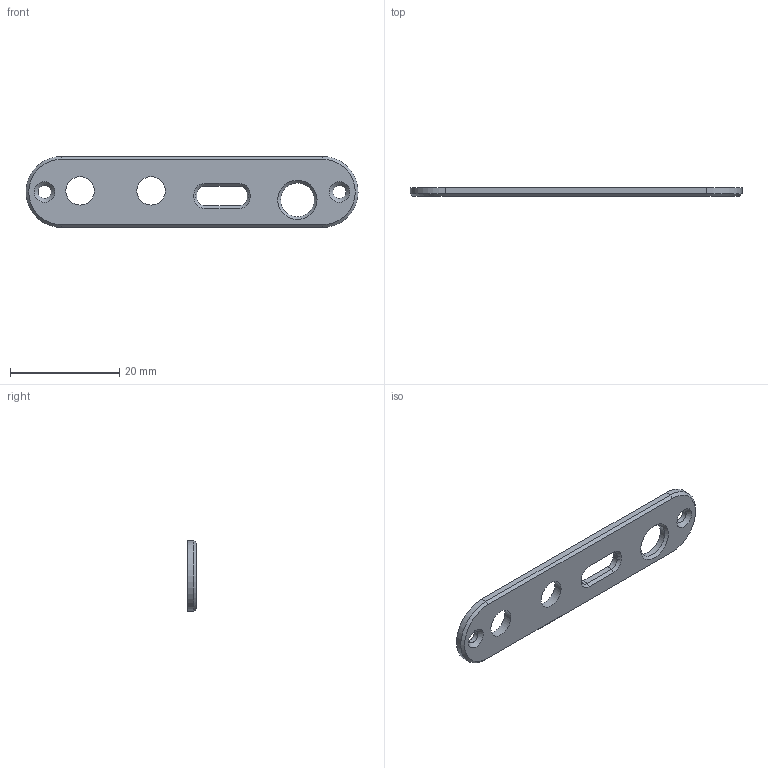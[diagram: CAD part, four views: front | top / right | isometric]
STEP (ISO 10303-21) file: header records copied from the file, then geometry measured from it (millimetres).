
FILE_DESCRIPTION(('FreeCAD Model'),'2;1');
FILE_NAME('Open CASCADE Shape Model','2024-07-10T13:12:08',('FreeCAD'),( 'FreeCAD'),'Open CASCADE STEP processor 7.6','FreeCAD','Unknown');
FILE_SCHEMA(('AUTOMOTIVE_DESIGN { 1 0 10303 214 1 1 1 1 }'));
Length unit declared in the file: millimetre
Products named in the file (1): Open CASCADE STEP translator 7.6 1
Bounding box: 60.8 x 1.6 x 13 mm (x, y, z)
Volume: 998.5 mm3; surface area: 1587.7 mm2
Topology: 1 solids, 1 shells, 34 faces, 81 edges, 49 vertices
Faces by surface type: plane 14, cylinder 11, cone 9
Full cylindrical faces by diameter (mm): 2.4 x2, 5.2 x2, 6.2 x1
Entity records: 1010 total; most frequent: DIRECTION 182, CARTESIAN_POINT 165, ORIENTED_EDGE 162, EDGE_CURVE 81, AXIS2_PLACEMENT_3D 66, LINE 50, VECTOR 50, VERTEX_POINT 49
